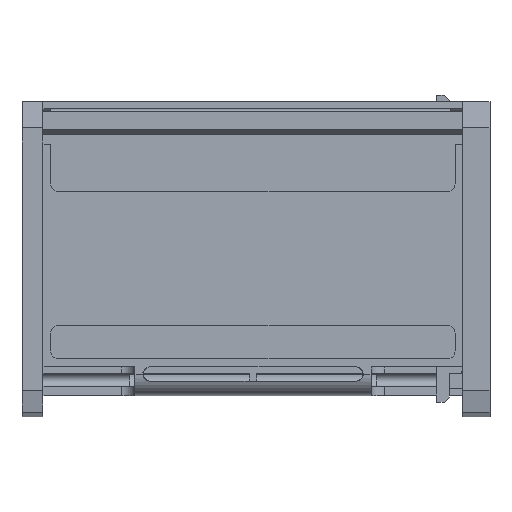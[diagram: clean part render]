
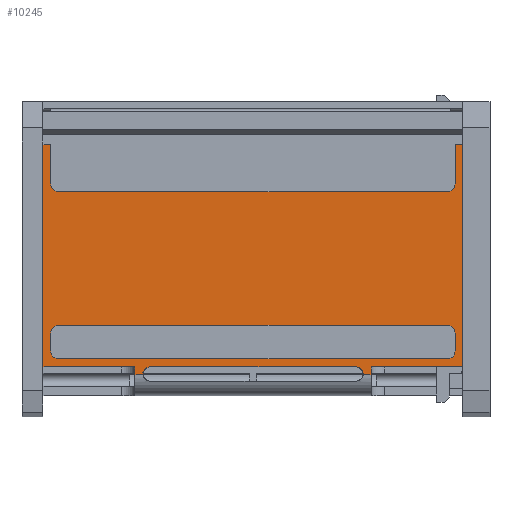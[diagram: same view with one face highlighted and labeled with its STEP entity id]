
A CAD part, left-side view. The second image highlights one B-rep face of the part: STEP entity #10245.
In plain terms, the highlighted planar face has unit normal (-1, 0, 0).
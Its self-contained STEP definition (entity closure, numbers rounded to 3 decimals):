
#452=FACE_BOUND('',#1631,.T.);
#635=PLANE('',#11021);
#1042=FACE_OUTER_BOUND('',#1630,.T.);
#1630=EDGE_LOOP('',(#8252,#8253,#8254,#8255,#8256,#8257,#8258,#8259,#8260,
#8261,#8262,#8263,#8264,#8265,#8266,#8267,#8268,#8269,#8270));
#1631=EDGE_LOOP('',(#8271,#8272,#8273,#8274,#8275,#8276,#8277,#8278));
#2270=LINE('',#18498,#3230);
#2274=LINE('',#18510,#3234);
#2278=LINE('',#18522,#3238);
#2291=LINE('',#18560,#3251);
#2297=LINE('',#18579,#3257);
#2317=LINE('',#18640,#3277);
#2371=LINE('',#18767,#3331);
#2373=LINE('',#18770,#3333);
#2380=LINE('',#18784,#3340);
#2387=LINE('',#18798,#3347);
#2388=LINE('',#18799,#3348);
#2389=LINE('',#18801,#3349);
#2391=LINE('',#18804,#3351);
#2403=LINE('',#18831,#3363);
#2404=LINE('',#18833,#3364);
#2413=LINE('',#18849,#3373);
#2426=LINE('',#18879,#3386);
#2433=LINE('',#18897,#3393);
#3230=VECTOR('',#12466,10.);
#3234=VECTOR('',#12478,10.);
#3238=VECTOR('',#12490,10.);
#3251=VECTOR('',#12523,10.);
#3257=VECTOR('',#12541,10.);
#3277=VECTOR('',#12591,10.);
#3331=VECTOR('',#12703,10.);
#3333=VECTOR('',#12707,10.);
#3340=VECTOR('',#12722,10.);
#3347=VECTOR('',#12735,10.);
#3348=VECTOR('',#12736,10.);
#3349=VECTOR('',#12739,10.);
#3351=VECTOR('',#12743,10.);
#3363=VECTOR('',#12769,10.);
#3364=VECTOR('',#12772,10.);
#3373=VECTOR('',#12791,10.);
#3386=VECTOR('',#12824,10.);
#3393=VECTOR('',#12849,10.);
#3937=CIRCLE('',#10893,3.);
#3941=CIRCLE('',#10900,3.);
#3944=CIRCLE('',#10906,3.);
#3947=CIRCLE('',#10910,3.);
#3949=CIRCLE('',#10914,3.);
#3951=CIRCLE('',#10918,3.);
#3953=CIRCLE('',#10922,3.);
#3955=CIRCLE('',#10926,3.);
#3957=CIRCLE('',#10931,3.);
#4490=VERTEX_POINT('',#18375);
#4491=VERTEX_POINT('',#18377);
#4501=VERTEX_POINT('',#18420);
#4506=VERTEX_POINT('',#18449);
#4512=VERTEX_POINT('',#18479);
#4516=VERTEX_POINT('',#18488);
#4517=VERTEX_POINT('',#18490);
#4519=VERTEX_POINT('',#18496);
#4521=VERTEX_POINT('',#18502);
#4523=VERTEX_POINT('',#18508);
#4525=VERTEX_POINT('',#18514);
#4527=VERTEX_POINT('',#18520);
#4529=VERTEX_POINT('',#18526);
#4532=VERTEX_POINT('',#18535);
#4533=VERTEX_POINT('',#18537);
#4542=VERTEX_POINT('',#18559);
#4543=VERTEX_POINT('',#18563);
#4548=VERTEX_POINT('',#18576);
#4549=VERTEX_POINT('',#18578);
#4574=VERTEX_POINT('',#18637);
#4575=VERTEX_POINT('',#18639);
#4618=VERTEX_POINT('',#18764);
#4619=VERTEX_POINT('',#18766);
#4622=VERTEX_POINT('',#18782);
#4633=VERTEX_POINT('',#18827);
#4634=VERTEX_POINT('',#18829);
#4643=VERTEX_POINT('',#18877);
#5701=EDGE_CURVE('',#4490,#4491,#3937,.T.);
#5714=EDGE_CURVE('',#4491,#4501,#3941,.T.);
#5727=EDGE_CURVE('',#4506,#4512,#3944,.T.);
#5732=EDGE_CURVE('',#4516,#4517,#3947,.T.);
#5736=EDGE_CURVE('',#4519,#4516,#2270,.T.);
#5739=EDGE_CURVE('',#4521,#4519,#3949,.T.);
#5742=EDGE_CURVE('',#4521,#4523,#2274,.T.);
#5745=EDGE_CURVE('',#4525,#4523,#3951,.T.);
#5748=EDGE_CURVE('',#4525,#4527,#2278,.T.);
#5751=EDGE_CURVE('',#4529,#4527,#3953,.T.);
#5755=EDGE_CURVE('',#4532,#4533,#3955,.T.);
#5766=EDGE_CURVE('',#4542,#4533,#2291,.T.);
#5768=EDGE_CURVE('',#4542,#4543,#3957,.T.);
#5775=EDGE_CURVE('',#4548,#4549,#2297,.T.);
#5805=EDGE_CURVE('',#4575,#4574,#2317,.T.);
#5871=EDGE_CURVE('',#4618,#4619,#2371,.T.);
#5873=EDGE_CURVE('',#4532,#4619,#2373,.T.);
#5881=EDGE_CURVE('',#4622,#4618,#2380,.T.);
#5889=EDGE_CURVE('',#4549,#4506,#2387,.T.);
#5890=EDGE_CURVE('',#4574,#4501,#2388,.T.);
#5891=EDGE_CURVE('',#4575,#4622,#2389,.T.);
#5893=EDGE_CURVE('',#4512,#4490,#2391,.T.);
#5907=EDGE_CURVE('',#4633,#4634,#2403,.T.);
#5908=EDGE_CURVE('',#4543,#4634,#2404,.T.);
#5917=EDGE_CURVE('',#4517,#4529,#2413,.T.);
#5932=EDGE_CURVE('',#4643,#4548,#2426,.T.);
#5940=EDGE_CURVE('',#4633,#4643,#2433,.T.);
#8252=ORIENTED_EDGE('',*,*,#5881,.F.);
#8253=ORIENTED_EDGE('',*,*,#5891,.F.);
#8254=ORIENTED_EDGE('',*,*,#5805,.T.);
#8255=ORIENTED_EDGE('',*,*,#5890,.T.);
#8256=ORIENTED_EDGE('',*,*,#5714,.F.);
#8257=ORIENTED_EDGE('',*,*,#5701,.F.);
#8258=ORIENTED_EDGE('',*,*,#5893,.F.);
#8259=ORIENTED_EDGE('',*,*,#5727,.F.);
#8260=ORIENTED_EDGE('',*,*,#5889,.F.);
#8261=ORIENTED_EDGE('',*,*,#5775,.F.);
#8262=ORIENTED_EDGE('',*,*,#5932,.F.);
#8263=ORIENTED_EDGE('',*,*,#5940,.F.);
#8264=ORIENTED_EDGE('',*,*,#5907,.T.);
#8265=ORIENTED_EDGE('',*,*,#5908,.F.);
#8266=ORIENTED_EDGE('',*,*,#5768,.F.);
#8267=ORIENTED_EDGE('',*,*,#5766,.T.);
#8268=ORIENTED_EDGE('',*,*,#5755,.F.);
#8269=ORIENTED_EDGE('',*,*,#5873,.T.);
#8270=ORIENTED_EDGE('',*,*,#5871,.F.);
#8271=ORIENTED_EDGE('',*,*,#5748,.T.);
#8272=ORIENTED_EDGE('',*,*,#5751,.F.);
#8273=ORIENTED_EDGE('',*,*,#5917,.F.);
#8274=ORIENTED_EDGE('',*,*,#5732,.F.);
#8275=ORIENTED_EDGE('',*,*,#5736,.F.);
#8276=ORIENTED_EDGE('',*,*,#5739,.F.);
#8277=ORIENTED_EDGE('',*,*,#5742,.T.);
#8278=ORIENTED_EDGE('',*,*,#5745,.F.);
#10245=ADVANCED_FACE('',(#1042,#452),#635,.T.);
#10893=AXIS2_PLACEMENT_3D('',#18378,#12411,#12412);
#10900=AXIS2_PLACEMENT_3D('',#18421,#12431,#12432);
#10906=AXIS2_PLACEMENT_3D('',#18480,#12449,#12450);
#10910=AXIS2_PLACEMENT_3D('',#18491,#12459,#12460);
#10914=AXIS2_PLACEMENT_3D('',#18504,#12472,#12473);
#10918=AXIS2_PLACEMENT_3D('',#18516,#12484,#12485);
#10922=AXIS2_PLACEMENT_3D('',#18528,#12496,#12497);
#10926=AXIS2_PLACEMENT_3D('',#18538,#12506,#12507);
#10931=AXIS2_PLACEMENT_3D('',#18564,#12527,#12528);
#11021=AXIS2_PLACEMENT_3D('',#18896,#12847,#12848);
#12411=DIRECTION('center_axis',(-1.,0.,0.));
#12412=DIRECTION('ref_axis',(0.,0.707,0.707));
#12431=DIRECTION('center_axis',(-1.,0.,0.));
#12432=DIRECTION('ref_axis',(0.,0.707,-0.707));
#12449=DIRECTION('center_axis',(-1.,0.,0.));
#12450=DIRECTION('ref_axis',(0.,-0.707,0.707));
#12459=DIRECTION('center_axis',(-1.,0.,0.));
#12460=DIRECTION('ref_axis',(0.,-0.707,0.707));
#12466=DIRECTION('',(0.,0.,1.));
#12472=DIRECTION('center_axis',(-1.,0.,0.));
#12473=DIRECTION('ref_axis',(0.,-0.707,-0.707));
#12478=DIRECTION('',(0.,1.,0.));
#12484=DIRECTION('center_axis',(-1.,0.,0.));
#12485=DIRECTION('ref_axis',(0.,0.707,-0.707));
#12490=DIRECTION('',(0.,0.,1.));
#12496=DIRECTION('center_axis',(-1.,0.,0.));
#12497=DIRECTION('ref_axis',(0.,0.707,0.707));
#12506=DIRECTION('center_axis',(-1.,0.,0.));
#12507=DIRECTION('ref_axis',(0.,0.707,-0.707));
#12523=DIRECTION('',(0.,1.,0.));
#12527=DIRECTION('center_axis',(-1.,0.,0.));
#12528=DIRECTION('ref_axis',(0.,-0.707,-0.707));
#12541=DIRECTION('',(0.,0.,-1.));
#12591=DIRECTION('',(0.,0.,-1.));
#12703=DIRECTION('',(0.,-1.,0.));
#12707=DIRECTION('',(0.,0.,1.));
#12722=DIRECTION('',(0.,0.,1.));
#12735=DIRECTION('',(0.,1.,0.));
#12736=DIRECTION('',(0.,-1.,0.));
#12739=DIRECTION('',(0.,1.,0.));
#12743=DIRECTION('',(0.,1.,0.));
#12769=DIRECTION('',(0.,1.,0.));
#12772=DIRECTION('',(0.,0.,1.));
#12791=DIRECTION('',(0.,1.,0.));
#12824=DIRECTION('',(0.,1.,0.));
#12847=DIRECTION('center_axis',(-1.,0.,0.));
#12848=DIRECTION('ref_axis',(0.,0.,
1.));
#12849=DIRECTION('',(0.,0.,-1.));
#18375=CARTESIAN_POINT('',(-37.2,129.3,-41.));
#18377=CARTESIAN_POINT('',(-37.2,132.29,-43.75));
#18378=CARTESIAN_POINT('Origin',(-37.2,129.3,-44.));
#18420=CARTESIAN_POINT('',(-37.2,132.258,-44.));
#18421=CARTESIAN_POINT('Origin',(-37.2,129.3,-43.5));
#18449=CARTESIAN_POINT('',(-37.2,48.3,-44.));
#18479=CARTESIAN_POINT('',(-37.2,51.3,-41.));
#18480=CARTESIAN_POINT('Origin',(-37.2,51.3,-44.));
#18488=CARTESIAN_POINT('',(-37.2,13.3,-28.25));
#18490=CARTESIAN_POINT('',(-37.2,16.3,-25.25));
#18491=CARTESIAN_POINT('Origin',(-37.2,16.3,-28.25));
#18496=CARTESIAN_POINT('',(-37.2,13.3,-34.966));
#18498=CARTESIAN_POINT('',(-37.2,13.3,43.678));
#18502=CARTESIAN_POINT('',(-37.2,16.3,-37.966));
#18504=CARTESIAN_POINT('Origin',(-37.2,16.3,-34.966));
#18508=CARTESIAN_POINT('',(-37.2,164.3,-37.966));
#18510=CARTESIAN_POINT('',(-37.2,10.3,-37.966));
#18514=CARTESIAN_POINT('',(-37.2,167.3,-34.966));
#18516=CARTESIAN_POINT('Origin',(-37.2,164.3,-34.966));
#18520=CARTESIAN_POINT('',(-37.2,167.3,-28.25));
#18522=CARTESIAN_POINT('',(-37.2,167.3,43.678));
#18526=CARTESIAN_POINT('',(-37.2,164.3,-25.25));
#18528=CARTESIAN_POINT('Origin',(-37.2,164.3,-28.25));
#18535=CARTESIAN_POINT('',(-37.2,167.3,28.75));
#18537=CARTESIAN_POINT('',(-37.2,164.3,25.75));
#18538=CARTESIAN_POINT('Origin',(-37.2,164.3,28.75));
#18559=CARTESIAN_POINT('',(-37.2,16.3,25.75));
#18560=CARTESIAN_POINT('',(-37.2,10.3,25.75));
#18563=CARTESIAN_POINT('',(-37.2,13.3,28.75));
#18564=CARTESIAN_POINT('Origin',(-37.2,16.3,28.75));
#18576=CARTESIAN_POINT('',(-37.2,45.3,-41.));
#18578=CARTESIAN_POINT('',(-37.2,45.3,-44.));
#18579=CARTESIAN_POINT('',(-37.2,45.3,43.678));
#18637=CARTESIAN_POINT('',(-37.2,135.3,-44.));
#18639=CARTESIAN_POINT('',(-37.2,135.3,-41.));
#18640=CARTESIAN_POINT('',(-37.2,135.3,43.678));
#18764=CARTESIAN_POINT('',(-37.2,170.3,43.678));
#18766=CARTESIAN_POINT('',(-37.2,167.3,43.678));
#18767=CARTESIAN_POINT('',(-37.2,170.3,43.678));
#18770=CARTESIAN_POINT('',(-37.2,167.3,43.678));
#18782=CARTESIAN_POINT('',(-37.2,170.3,-41.));
#18784=CARTESIAN_POINT('',(-37.2,170.3,43.678));
#18798=CARTESIAN_POINT('',(-37.2,45.3,-44.));
#18799=CARTESIAN_POINT('',(-37.2,135.3,-44.));
#18801=CARTESIAN_POINT('',(-37.2,10.3,-41.));
#18804=CARTESIAN_POINT('',(-37.2,10.3,-41.));
#18827=CARTESIAN_POINT('',(-37.2,10.3,43.678));
#18829=CARTESIAN_POINT('',(-37.2,13.3,43.678));
#18831=CARTESIAN_POINT('',(-37.2,10.3,43.678));
#18833=CARTESIAN_POINT('',(-37.2,13.3,43.678));
#18849=CARTESIAN_POINT('',(-37.2,10.3,-25.25));
#18877=CARTESIAN_POINT('',(-37.2,10.3,-41.));
#18879=CARTESIAN_POINT('',(-37.2,10.3,-41.));
#18896=CARTESIAN_POINT('Origin',(-37.2,10.3,-41.));
#18897=CARTESIAN_POINT('',(-37.2,10.3,43.678));
